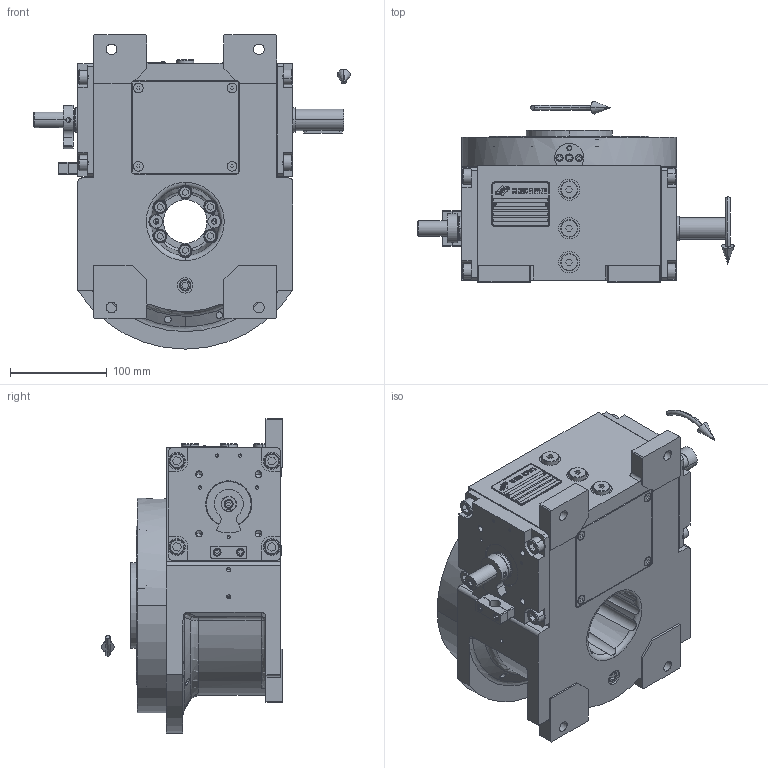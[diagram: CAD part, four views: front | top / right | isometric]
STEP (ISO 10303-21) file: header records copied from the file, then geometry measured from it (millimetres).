
FILE_DESCRIPTION (( 'STEP AP203' ), '1' );
FILE_NAME ('PC5201554.step', '2025-10-07T15:27:20', ( '' ), ( '' ), 'SwSTEP 2.0', 'SolidWorks 2020', '' );
FILE_SCHEMA (( 'CONFIG_CONTROL_DESIGN' ));
Length unit declared in the file: millimetre
Products named in the file (84): rig06_005_n_01; cfn2158_01_011; AS_rig06_016; cfn2205_01_013; cfn2276_01_074; cfn2401_01_003; cfn2000_01_126; cfn2107_01_001; cfn2000_01_103; AS_rig06_002_bc; freccia_angolare; AS_900_38_30_003; rig06_004_s_001; cfn2010_01_015.prt; AS_rig06_004; AS_900_38_11_019; cfn2151_01_290; cfn2128_04_004; rig06_017; CFN2223_01-570X6-B.stp; cfn2151_01_109; CFN2010_01_012.stp; cfn2128_19_002; rig06_071_08_m_asm.stp; 900_38_11_019; cfn2003_01_054; cfn2077_01_018; cfn2000_01_124; 900_38_30_003; rig06_002_bc; CFN2000_01_185.stp; cfn2155_01_056; cfn2476_01_002_60x46; rig06_016; RIG06_021_AF0.stp; PC5201554; rig06_001_a; CFN2104_02_017.stp; rig06_007_master; RIG06_005_ASM.stp ...
Assembly tree (76 placements, depth 5):
  cfn2205_01_013
  cfn2276_01_074
  cfn2151_01_290
  CFN2223_01-570X6-B.stp
  cfn2151_01_109
Bounding box: 327 x 187 x 325 mm (x, y, z)
Volume: 2315895.2 mm3; surface area: 761902.7 mm2
Topology: 67 solids, 67 shells, 2122 faces, 5258 edges, 3378 vertices
Faces by surface type: plane 1081, cylinder 687, cone 320, torus 22, bspline 6, sphere 6
Entity records: 72647 total; most frequent: CARTESIAN_POINT 15941, DIRECTION 10113, ORIENTED_EDGE 9720, EDGE_CURVE 4860, AXIS2_PLACEMENT_3D 3499, VERTEX_POINT 3173, LINE 3115, VECTOR 3115
